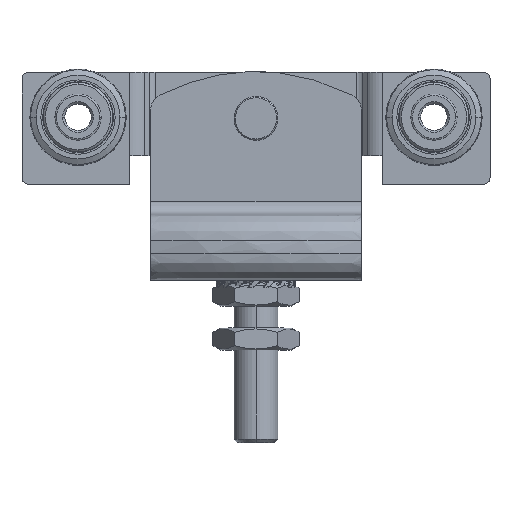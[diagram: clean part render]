
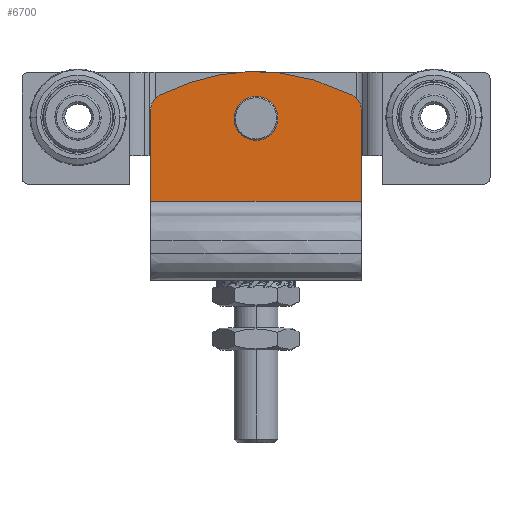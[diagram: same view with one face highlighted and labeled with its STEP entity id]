
A CAD part, top view. The second image highlights one B-rep face of the part: STEP entity #6700.
In plain terms, the highlighted planar face has unit normal (0, 0, 1).
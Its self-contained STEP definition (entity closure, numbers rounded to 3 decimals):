
#373 = DIRECTION ( 'NONE',  ( 1., 0., 0. ) ) ;
#2575 = LINE ( 'NONE', #2868, #47489 ) ;
#2773 = CARTESIAN_POINT ( 'NONE',  ( 0., -10.5, 6. ) ) ;
#2868 = CARTESIAN_POINT ( 'NONE',  ( 24., -29.3, 6. ) ) ;
#3497 = B_SPLINE_CURVE_WITH_KNOTS ( 'NONE', 3,
 ( #25936, #58022, #49296, #39421 ),
 .UNSPECIFIED., .F., .F.,
 ( 4, 4 ),
 ( 0.094, 0.885 ),
 .UNSPECIFIED. ) ;
#4148 = EDGE_CURVE ( 'NONE', #9985, #44884, #46655, .T. ) ;
#5084 = VERTEX_POINT ( 'NONE', #7835 ) ;
#6700 = ADVANCED_FACE ( 'NONE', ( #44019, #21840 ), #26042, .T. ) ;
#7835 = CARTESIAN_POINT ( 'NONE',  ( 21.764, -5.145, 6. ) ) ;
#8076 = DIRECTION ( 'NONE',  ( 0., 1., 0. ) ) ;
#8459 = B_SPLINE_CURVE_WITH_KNOTS ( 'NONE', 3,
 ( #58707, #44607, #16714, #13409 ),
 .UNSPECIFIED., .F., .F.,
 ( 4, 4 ),
 ( 0.094, 0.885 ),
 .UNSPECIFIED. ) ;
#8946 = CARTESIAN_POINT ( 'NONE',  ( -21.764, -5.145, 6. ) ) ;
#9347 = CARTESIAN_POINT ( 'NONE',  ( -21.764, -5.145, 6. ) ) ;
#9533 = CARTESIAN_POINT ( 'NONE',  ( 14.509, -1.582, 6. ) ) ;
#9985 = VERTEX_POINT ( 'NONE', #9347 ) ;
#10141 = EDGE_LOOP ( 'NONE', ( #34599, #36358, #27746, #43493, #48979, #47526 ) ) ;
#10291 = AXIS2_PLACEMENT_3D ( 'NONE', #31072, #55630, #42124 ) ;
#12196 = CIRCLE ( 'NONE', #10291, 4.1 ) ;
#13409 = CARTESIAN_POINT ( 'NONE',  ( 24., -29.3, 6. ) ) ;
#13760 = AXIS2_PLACEMENT_3D ( 'NONE', #2773, #15930, #24947 ) ;
#13823 = DIRECTION ( 'NONE',  ( 0., 0., 1. ) ) ;
#14073 = B_SPLINE_CURVE_WITH_KNOTS ( 'NONE', 3,
 ( #40424, #9533, #18211, #22999, #8946 ),
 .UNSPECIFIED., .F., .F.,
 ( 4, 1, 4 ),
 ( 0.047, 0.5, 0.953 ),
 .UNSPECIFIED. ) ;
#15930 = DIRECTION ( 'NONE',  ( 0., 0., -1. ) ) ;
#16714 = CARTESIAN_POINT ( 'NONE',  ( 24., -22.445, 6. ) ) ;
#17610 = VERTEX_POINT ( 'NONE', #53911 ) ;
#17771 = CIRCLE ( 'NONE', #21624, 4. ) ;
#17943 = AXIS2_PLACEMENT_3D ( 'NONE', #27929, #13823, #373 ) ;
#18211 = CARTESIAN_POINT ( 'NONE',  ( 0., 1.982, 6. ) ) ;
#21513 = EDGE_CURVE ( 'NONE', #44884, #17610, #3497, .T. ) ;
#21624 = AXIS2_PLACEMENT_3D ( 'NONE', #22525, #23101, #36629 ) ;
#21840 = FACE_OUTER_BOUND ( 'NONE', #10141, .T. ) ;
#22525 = CARTESIAN_POINT ( 'NONE',  ( 20., -8.735, 6. ) ) ;
#22999 = CARTESIAN_POINT ( 'NONE',  ( -14.509, -1.582, 6. ) ) ;
#23101 = DIRECTION ( 'NONE',  ( 0., 0., 1. ) ) ;
#24947 = DIRECTION ( 'NONE',  ( 1., 0., 0. ) ) ;
#25371 = ORIENTED_EDGE ( 'NONE', *, *, #41739, .T. ) ;
#25936 = CARTESIAN_POINT ( 'NONE',  ( -24., -8.735, 6. ) ) ;
#26042 = PLANE ( 'NONE',  #58149 ) ;
#27746 = ORIENTED_EDGE ( 'NONE', *, *, #21513, .T. ) ;
#27929 = CARTESIAN_POINT ( 'NONE',  ( -20., -8.735, 6. ) ) ;
#29430 = VERTEX_POINT ( 'NONE', #45477 ) ;
#29807 = VERTEX_POINT ( 'NONE', #58926 ) ;
#31072 = CARTESIAN_POINT ( 'NONE',  ( 0., -10.5, 6. ) ) ;
#34599 = ORIENTED_EDGE ( 'NONE', *, *, #37102, .T. ) ;
#36358 = ORIENTED_EDGE ( 'NONE', *, *, #4148, .T. ) ;
#36629 = DIRECTION ( 'NONE',  ( 1., 0., 0. ) ) ;
#36764 = CIRCLE ( 'NONE', #13760, 4.1 ) ;
#37102 = EDGE_CURVE ( 'NONE', #5084, #9985, #14073, .T. ) ;
#39105 = EDGE_LOOP ( 'NONE', ( #25371, #54232 ) ) ;
#39136 = DIRECTION ( 'NONE',  ( 1., 0., 0. ) ) ;
#39349 = CARTESIAN_POINT ( 'NONE',  ( -4.1, -10.5, 6. ) ) ;
#39421 = CARTESIAN_POINT ( 'NONE',  ( -24., -29.3, 6. ) ) ;
#39463 = CARTESIAN_POINT ( 'NONE',  ( -24., -8.735, 6. ) ) ;
#40424 = CARTESIAN_POINT ( 'NONE',  ( 21.764, -5.145, 6. ) ) ;
#41739 = EDGE_CURVE ( 'NONE', #53436, #29430, #36764, .T. ) ;
#42124 = DIRECTION ( 'NONE',  ( 1., 0., 0. ) ) ;
#43439 = CARTESIAN_POINT ( 'NONE',  ( 24., -29.3, 6. ) ) ;
#43493 = ORIENTED_EDGE ( 'NONE', *, *, #52374, .T. ) ;
#43729 = DIRECTION ( 'NONE',  ( 0., 0., 1. ) ) ;
#44019 = FACE_BOUND ( 'NONE', #39105, .T. ) ;
#44607 = CARTESIAN_POINT ( 'NONE',  ( 24., -15.59, 6. ) ) ;
#44884 = VERTEX_POINT ( 'NONE', #39463 ) ;
#45477 = CARTESIAN_POINT ( 'NONE',  ( 4.1, -10.5, 6. ) ) ;
#46096 = VERTEX_POINT ( 'NONE', #43439 ) ;
#46655 = CIRCLE ( 'NONE', #17943, 4. ) ;
#47489 = VECTOR ( 'NONE', #39136, 1000. ) ;
#47526 = ORIENTED_EDGE ( 'NONE', *, *, #51500, .T. ) ;
#48979 = ORIENTED_EDGE ( 'NONE', *, *, #55351, .F. ) ;
#49296 = CARTESIAN_POINT ( 'NONE',  ( -24., -22.445, 6. ) ) ;
#49705 = CARTESIAN_POINT ( 'NONE',  ( 24., -32.3, 6. ) ) ;
#51500 = EDGE_CURVE ( 'NONE', #29807, #5084, #17771, .T. ) ;
#52374 = EDGE_CURVE ( 'NONE', #17610, #46096, #2575, .T. ) ;
#53436 = VERTEX_POINT ( 'NONE', #39349 ) ;
#53911 = CARTESIAN_POINT ( 'NONE',  ( -24., -29.3, 6. ) ) ;
#54232 = ORIENTED_EDGE ( 'NONE', *, *, #57948, .T. ) ;
#55351 = EDGE_CURVE ( 'NONE', #29807, #46096, #8459, .T. ) ;
#55630 = DIRECTION ( 'NONE',  ( 0., 0., -1. ) ) ;
#57948 = EDGE_CURVE ( 'NONE', #29430, #53436, #12196, .T. ) ;
#58022 = CARTESIAN_POINT ( 'NONE',  ( -24., -15.59, 6. ) ) ;
#58149 = AXIS2_PLACEMENT_3D ( 'NONE', #49705, #43729, #8076 ) ;
#58707 = CARTESIAN_POINT ( 'NONE',  ( 24., -8.735, 6. ) ) ;
#58926 = CARTESIAN_POINT ( 'NONE',  ( 24., -8.735, 6. ) ) ;
